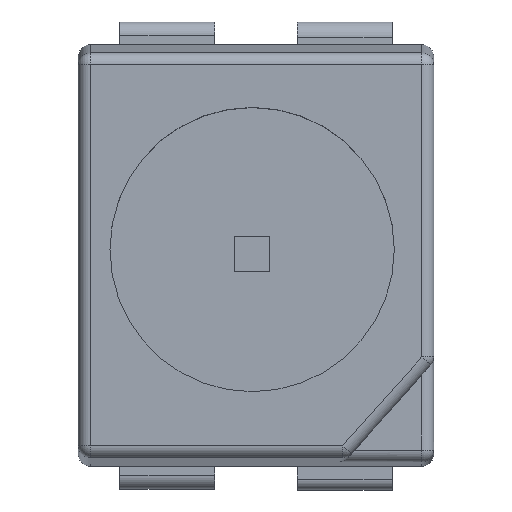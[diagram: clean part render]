
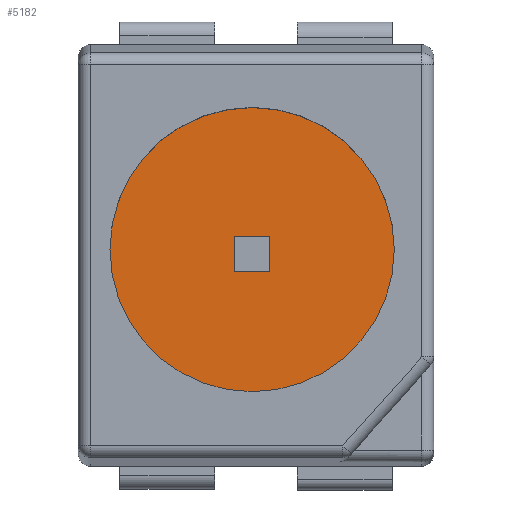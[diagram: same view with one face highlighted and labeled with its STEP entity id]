
A CAD part, top view. The second image highlights one B-rep face of the part: STEP entity #5182.
In plain terms, the highlighted planar face has unit normal (0, 0, 1).
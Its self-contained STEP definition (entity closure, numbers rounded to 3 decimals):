
#3769 = CYLINDRICAL_SURFACE('',#3770,1.2);
#3770 = AXIS2_PLACEMENT_3D('',#3771,#3772,#3773);
#3771 = CARTESIAN_POINT('',(-0.033,0.036,2.2));
#3772 = DIRECTION('',(0.,0.,1.));
#3773 = DIRECTION('',(0.,1.,0.));
#4202 = VERTEX_POINT('',#4203);
#4203 = CARTESIAN_POINT('',(-0.033,1.236,1.3));
#4224 = EDGE_CURVE('',#4202,#4202,#4225,.T.);
#4225 = SURFACE_CURVE('',#4226,(#4231,#4238),.PCURVE_S1.);
#4226 = CIRCLE('',#4227,1.2);
#4227 = AXIS2_PLACEMENT_3D('',#4228,#4229,#4230);
#4228 = CARTESIAN_POINT('',(-0.033,0.036,1.3));
#4229 = DIRECTION('',(0.,0.,1.));
#4230 = DIRECTION('',(0.,1.,0.));
#4231 = PCURVE('',#3769,#4232);
#4232 = DEFINITIONAL_REPRESENTATION('',(#4233),#4237);
#4233 = LINE('',#4234,#4235);
#4234 = CARTESIAN_POINT('',(0.,-0.9));
#4235 = VECTOR('',#4236,1.);
#4236 = DIRECTION('',(1.,0.));
#4237 = ( GEOMETRIC_REPRESENTATION_CONTEXT(2) 
PARAMETRIC_REPRESENTATION_CONTEXT() REPRESENTATION_CONTEXT('2D SPACE',''
  ) );
#4238 = PCURVE('',#4239,#4244);
#4239 = PLANE('',#4240);
#4240 = AXIS2_PLACEMENT_3D('',#4241,#4242,#4243);
#4241 = CARTESIAN_POINT('',(-0.033,1.236,1.3));
#4242 = DIRECTION('',(0.,0.,-1.));
#4243 = DIRECTION('',(-1.,0.,0.));
#4244 = DEFINITIONAL_REPRESENTATION('',(#4245),#4253);
#4245 = ( BOUNDED_CURVE() B_SPLINE_CURVE(2,(#4246,#4247,#4248,#4249,
#4250,#4251,#4252),.UNSPECIFIED.,.F.,.F.) B_SPLINE_CURVE_WITH_KNOTS((1,2
    ,2,2,2,1),(-2.094,0.,2.094,4.189,
6.283,8.378),.UNSPECIFIED.) CURVE() 
GEOMETRIC_REPRESENTATION_ITEM() RATIONAL_B_SPLINE_CURVE((1.,0.5,1.,0.5,
1.,0.5,1.)) REPRESENTATION_ITEM('') );
#4246 = CARTESIAN_POINT('',(0.,0.));
#4247 = CARTESIAN_POINT('',(2.078,0.));
#4248 = CARTESIAN_POINT('',(1.039,-1.8));
#4249 = CARTESIAN_POINT('',(0.,-3.6));
#4250 = CARTESIAN_POINT('',(-1.039,-1.8));
#4251 = CARTESIAN_POINT('',(-2.078,0.));
#4252 = CARTESIAN_POINT('',(0.,0.));
#4253 = ( GEOMETRIC_REPRESENTATION_CONTEXT(2) 
PARAMETRIC_REPRESENTATION_CONTEXT() REPRESENTATION_CONTEXT('2D SPACE',''
  ) );
#5182 = ADVANCED_FACE('',(#5183,#5186),#4239,.F.);
#5183 = FACE_BOUND('',#5184,.F.);
#5184 = EDGE_LOOP('',(#5185));
#5185 = ORIENTED_EDGE('',*,*,#4224,.F.);
#5186 = FACE_BOUND('',#5187,.F.);
#5187 = EDGE_LOOP('',(#5188,#5218,#5246,#5274));
#5188 = ORIENTED_EDGE('',*,*,#5189,.F.);
#5189 = EDGE_CURVE('',#5190,#5192,#5194,.T.);
#5190 = VERTEX_POINT('',#5191);
#5191 = CARTESIAN_POINT('',(-0.183,-0.149,1.3));
#5192 = VERTEX_POINT('',#5193);
#5193 = CARTESIAN_POINT('',(-0.183,0.152,1.3));
#5194 = SURFACE_CURVE('',#5195,(#5199,#5206),.PCURVE_S1.);
#5195 = LINE('',#5196,#5197);
#5196 = CARTESIAN_POINT('',(-0.183,-0.149,1.3));
#5197 = VECTOR('',#5198,1.);
#5198 = DIRECTION('',(0.,1.,0.));
#5199 = PCURVE('',#4239,#5200);
#5200 = DEFINITIONAL_REPRESENTATION('',(#5201),#5205);
#5201 = LINE('',#5202,#5203);
#5202 = CARTESIAN_POINT('',(0.151,-1.384));
#5203 = VECTOR('',#5204,1.);
#5204 = DIRECTION('',(0.,1.));
#5205 = ( GEOMETRIC_REPRESENTATION_CONTEXT(2) 
PARAMETRIC_REPRESENTATION_CONTEXT() REPRESENTATION_CONTEXT('2D SPACE',''
  ) );
#5206 = PCURVE('',#5207,#5212);
#5207 = PLANE('',#5208);
#5208 = AXIS2_PLACEMENT_3D('',#5209,#5210,#5211);
#5209 = CARTESIAN_POINT('',(-0.183,-0.149,1.3));
#5210 = DIRECTION('',(-1.,0.,0.));
#5211 = DIRECTION('',(0.,1.,0.));
#5212 = DEFINITIONAL_REPRESENTATION('',(#5213),#5217);
#5213 = LINE('',#5214,#5215);
#5214 = CARTESIAN_POINT('',(0.,0.));
#5215 = VECTOR('',#5216,1.);
#5216 = DIRECTION('',(1.,0.));
#5217 = ( GEOMETRIC_REPRESENTATION_CONTEXT(2) 
PARAMETRIC_REPRESENTATION_CONTEXT() REPRESENTATION_CONTEXT('2D SPACE',''
  ) );
#5218 = ORIENTED_EDGE('',*,*,#5219,.F.);
#5219 = EDGE_CURVE('',#5220,#5190,#5222,.T.);
#5220 = VERTEX_POINT('',#5221);
#5221 = CARTESIAN_POINT('',(0.114,-0.149,1.3));
#5222 = SURFACE_CURVE('',#5223,(#5227,#5234),.PCURVE_S1.);
#5223 = LINE('',#5224,#5225);
#5224 = CARTESIAN_POINT('',(0.114,-0.149,1.3));
#5225 = VECTOR('',#5226,1.);
#5226 = DIRECTION('',(-1.,0.,0.));
#5227 = PCURVE('',#4239,#5228);
#5228 = DEFINITIONAL_REPRESENTATION('',(#5229),#5233);
#5229 = LINE('',#5230,#5231);
#5230 = CARTESIAN_POINT('',(-0.146,-1.384));
#5231 = VECTOR('',#5232,1.);
#5232 = DIRECTION('',(1.,0.));
#5233 = ( GEOMETRIC_REPRESENTATION_CONTEXT(2) 
PARAMETRIC_REPRESENTATION_CONTEXT() REPRESENTATION_CONTEXT('2D SPACE',''
  ) );
#5234 = PCURVE('',#5235,#5240);
#5235 = PLANE('',#5236);
#5236 = AXIS2_PLACEMENT_3D('',#5237,#5238,#5239);
#5237 = CARTESIAN_POINT('',(0.114,-0.149,1.3));
#5238 = DIRECTION('',(0.,-1.,0.));
#5239 = DIRECTION('',(-1.,0.,0.));
#5240 = DEFINITIONAL_REPRESENTATION('',(#5241),#5245);
#5241 = LINE('',#5242,#5243);
#5242 = CARTESIAN_POINT('',(0.,0.));
#5243 = VECTOR('',#5244,1.);
#5244 = DIRECTION('',(1.,0.));
#5245 = ( GEOMETRIC_REPRESENTATION_CONTEXT(2) 
PARAMETRIC_REPRESENTATION_CONTEXT() REPRESENTATION_CONTEXT('2D SPACE',''
  ) );
#5246 = ORIENTED_EDGE('',*,*,#5247,.F.);
#5247 = EDGE_CURVE('',#5248,#5220,#5250,.T.);
#5248 = VERTEX_POINT('',#5249);
#5249 = CARTESIAN_POINT('',(0.114,0.152,1.3));
#5250 = SURFACE_CURVE('',#5251,(#5255,#5262),.PCURVE_S1.);
#5251 = LINE('',#5252,#5253);
#5252 = CARTESIAN_POINT('',(0.114,0.152,1.3));
#5253 = VECTOR('',#5254,1.);
#5254 = DIRECTION('',(0.,-1.,0.));
#5255 = PCURVE('',#4239,#5256);
#5256 = DEFINITIONAL_REPRESENTATION('',(#5257),#5261);
#5257 = LINE('',#5258,#5259);
#5258 = CARTESIAN_POINT('',(-0.146,-1.084));
#5259 = VECTOR('',#5260,1.);
#5260 = DIRECTION('',(0.,-1.));
#5261 = ( GEOMETRIC_REPRESENTATION_CONTEXT(2) 
PARAMETRIC_REPRESENTATION_CONTEXT() REPRESENTATION_CONTEXT('2D SPACE',''
  ) );
#5262 = PCURVE('',#5263,#5268);
#5263 = PLANE('',#5264);
#5264 = AXIS2_PLACEMENT_3D('',#5265,#5266,#5267);
#5265 = CARTESIAN_POINT('',(0.114,0.152,1.3));
#5266 = DIRECTION('',(1.,0.,0.));
#5267 = DIRECTION('',(0.,-1.,0.));
#5268 = DEFINITIONAL_REPRESENTATION('',(#5269),#5273);
#5269 = LINE('',#5270,#5271);
#5270 = CARTESIAN_POINT('',(0.,0.));
#5271 = VECTOR('',#5272,1.);
#5272 = DIRECTION('',(1.,0.));
#5273 = ( GEOMETRIC_REPRESENTATION_CONTEXT(2) 
PARAMETRIC_REPRESENTATION_CONTEXT() REPRESENTATION_CONTEXT('2D SPACE',''
  ) );
#5274 = ORIENTED_EDGE('',*,*,#5275,.F.);
#5275 = EDGE_CURVE('',#5192,#5248,#5276,.T.);
#5276 = SURFACE_CURVE('',#5277,(#5281,#5288),.PCURVE_S1.);
#5277 = LINE('',#5278,#5279);
#5278 = CARTESIAN_POINT('',(-0.183,0.152,1.3));
#5279 = VECTOR('',#5280,1.);
#5280 = DIRECTION('',(1.,0.,0.));
#5281 = PCURVE('',#4239,#5282);
#5282 = DEFINITIONAL_REPRESENTATION('',(#5283),#5287);
#5283 = LINE('',#5284,#5285);
#5284 = CARTESIAN_POINT('',(0.151,-1.084));
#5285 = VECTOR('',#5286,1.);
#5286 = DIRECTION('',(-1.,0.));
#5287 = ( GEOMETRIC_REPRESENTATION_CONTEXT(2) 
PARAMETRIC_REPRESENTATION_CONTEXT() REPRESENTATION_CONTEXT('2D SPACE',''
  ) );
#5288 = PCURVE('',#5289,#5294);
#5289 = PLANE('',#5290);
#5290 = AXIS2_PLACEMENT_3D('',#5291,#5292,#5293);
#5291 = CARTESIAN_POINT('',(-0.183,0.152,1.3));
#5292 = DIRECTION('',(0.,1.,0.));
#5293 = DIRECTION('',(1.,0.,0.));
#5294 = DEFINITIONAL_REPRESENTATION('',(#5295),#5299);
#5295 = LINE('',#5296,#5297);
#5296 = CARTESIAN_POINT('',(0.,0.));
#5297 = VECTOR('',#5298,1.);
#5298 = DIRECTION('',(1.,0.));
#5299 = ( GEOMETRIC_REPRESENTATION_CONTEXT(2) 
PARAMETRIC_REPRESENTATION_CONTEXT() REPRESENTATION_CONTEXT('2D SPACE',''
  ) );
